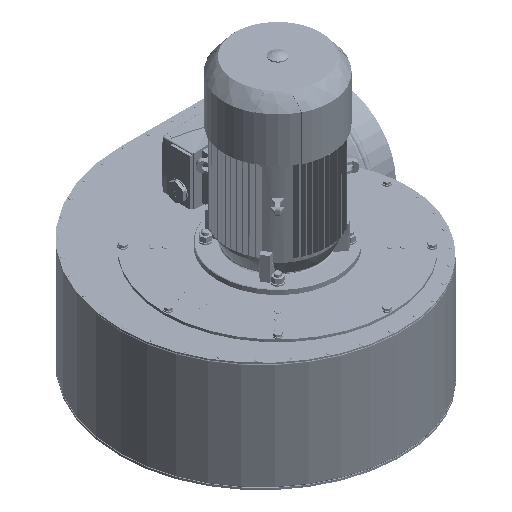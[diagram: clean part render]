
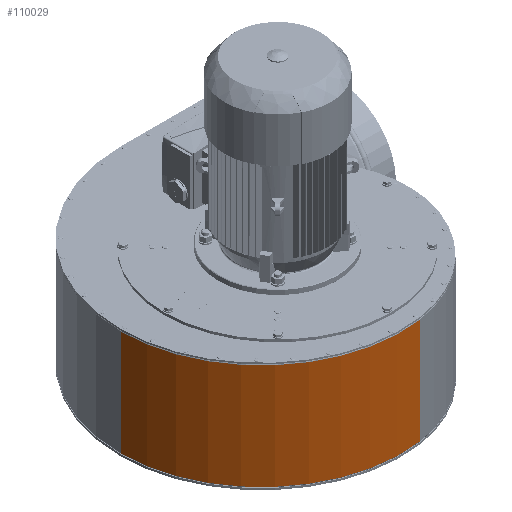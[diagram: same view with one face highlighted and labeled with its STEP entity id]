
A CAD part, isometric view. The second image highlights one B-rep face of the part: STEP entity #110029.
In plain terms, the highlighted cylindrical face has radius 294.5 mm (diameter 589 mm), a partial arc.
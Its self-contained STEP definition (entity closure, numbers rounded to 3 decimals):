
#14590=FACE_OUTER_BOUND('',#21279,.T.);
#21279=EDGE_LOOP('',(#95994,#95995,#95996,#95997));
#29865=LINE('',#202957,#38304);
#29867=LINE('',#202980,#38306);
#38304=VECTOR('',#144432,10.);
#38306=VECTOR('',#144466,10.);
#41835=CIRCLE('',#118752,294.5);
#41837=CIRCLE('',#118755,294.5);
#51703=VERTEX_POINT('',#202951);
#51704=VERTEX_POINT('',#202955);
#51708=VERTEX_POINT('',#202974);
#51709=VERTEX_POINT('',#202978);
#66709=EDGE_CURVE('',#51703,#51704,#29865,.T.);
#66717=EDGE_CURVE('',#51708,#51703,#41835,.T.);
#66719=EDGE_CURVE('',#51709,#51704,#41837,.T.);
#66720=EDGE_CURVE('',#51708,#51709,#29867,.T.);
#95994=ORIENTED_EDGE('',*,*,#66709,.T.);
#95995=ORIENTED_EDGE('',*,*,#66719,.F.);
#95996=ORIENTED_EDGE('',*,*,#66720,.F.);
#95997=ORIENTED_EDGE('',*,*,#66717,.T.);
#98192=CYLINDRICAL_SURFACE('',#118754,294.5);
#110029=ADVANCED_FACE('',(#14590),#98192,.T.);
#118752=AXIS2_PLACEMENT_3D('',#202975,#144458,#144459);
#118754=AXIS2_PLACEMENT_3D('',#202977,#144462,#144463);
#118755=AXIS2_PLACEMENT_3D('',#202979,#144464,#144465);
#144432=DIRECTION('',(0.,0.,1.));
#144458=DIRECTION('center_axis',(0.,0.,
1.));
#144459=DIRECTION('ref_axis',(-1.,0.,0.));
#144462=DIRECTION('center_axis',(0.,0.,
1.));
#144463=DIRECTION('ref_axis',(-1.,0.,0.));
#144464=DIRECTION('center_axis',(0.,0.,
1.));
#144465=DIRECTION('ref_axis',(-1.,0.,0.));
#144466=DIRECTION('',(0.,0.,1.));
#202951=CARTESIAN_POINT('',(25.914,-272.444,-223.125));
#202955=CARTESIAN_POINT('',(25.914,-272.444,-1.875));
#202957=CARTESIAN_POINT('',(25.914,-272.444,-1.875));
#202974=CARTESIAN_POINT('',(-309.5,19.2,-223.125));
#202975=CARTESIAN_POINT('Origin',(-15.,19.2,-223.125));
#202977=CARTESIAN_POINT('Origin',(-15.,19.2,-112.5));
#202978=CARTESIAN_POINT('',(-309.5,19.2,-1.875));
#202979=CARTESIAN_POINT('Origin',(-15.,19.2,-1.875));
#202980=CARTESIAN_POINT('',(-309.5,19.2,-1.875));
